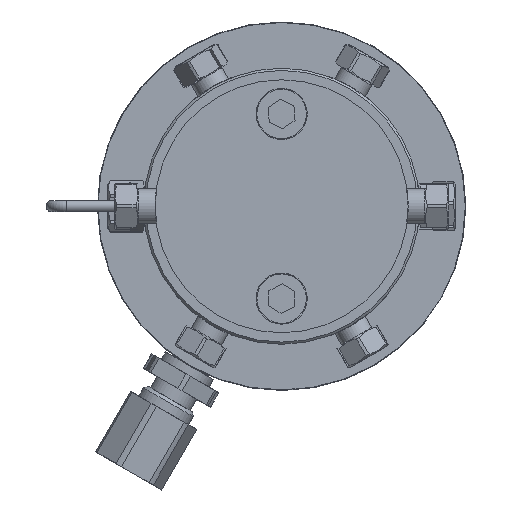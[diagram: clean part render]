
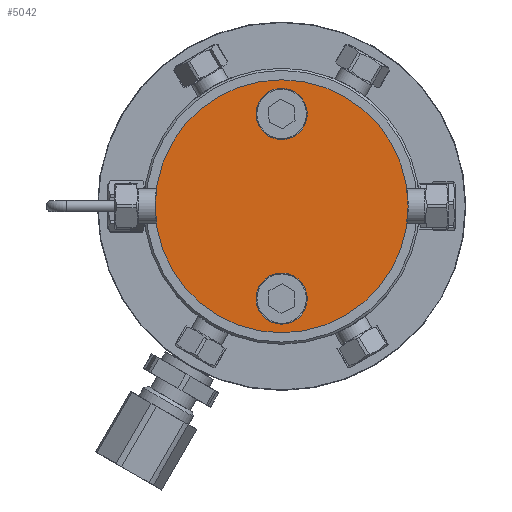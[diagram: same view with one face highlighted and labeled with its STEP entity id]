
A CAD part, left-side view. The second image highlights one B-rep face of the part: STEP entity #5042.
In plain terms, the highlighted planar face has unit normal (-1, 0, 0).
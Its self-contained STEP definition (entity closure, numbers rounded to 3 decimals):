
#5004=CARTESIAN_POINT('',(-33.325,0.,0.));
#5005=DIRECTION('',(-1.0,0.0,0.0));
#5006=DIRECTION('',(0.0,-1.0,0.0));
#5007=AXIS2_PLACEMENT_3D('',#5004,#5005,#5006);
#5008=PLANE('',#5007);
#5009=CARTESIAN_POINT('',(-33.325,17.399,0.));
#5010=VERTEX_POINT('',#5009);
#5011=CARTESIAN_POINT('',(-33.325,0.,0.));
#5012=DIRECTION('',(-1.0,0.0,0.0));
#5013=DIRECTION('',(0.0,-1.0,0.0));
#5014=AXIS2_PLACEMENT_3D('',#5011,#5012,#5013);
#5015=CIRCLE('',#5014,17.399);
#5016=EDGE_CURVE('',#5010,#5010,#5015,.T.);
#5017=ORIENTED_EDGE('',*,*,#5016,.T.);
#5018=EDGE_LOOP('',(#5017));
#5019=FACE_OUTER_BOUND('',#5018,.T.);
#5020=CARTESIAN_POINT('',(-33.325,-3.52,-12.7));
#5021=VERTEX_POINT('',#5020);
#5022=CARTESIAN_POINT('',(-33.325,0.,-12.7));
#5023=DIRECTION('',(1.0,0.0,0.0));
#5024=DIRECTION('',(0.0,-1.0,0.0));
#5025=AXIS2_PLACEMENT_3D('',#5022,#5023,#5024);
#5026=CIRCLE('',#5025,3.52);
#5027=EDGE_CURVE('',#5021,#5021,#5026,.T.);
#5028=ORIENTED_EDGE('',*,*,#5027,.T.);
#5029=EDGE_LOOP('',(#5028));
#5030=FACE_BOUND('',#5029,.T.);
#5031=CARTESIAN_POINT('',(-33.325,-3.52,12.7));
#5032=VERTEX_POINT('',#5031);
#5033=CARTESIAN_POINT('',(-33.325,0.,12.7));
#5034=DIRECTION('',(1.0,0.0,0.0));
#5035=DIRECTION('',(0.0,-1.0,0.0));
#5036=AXIS2_PLACEMENT_3D('',#5033,#5034,#5035);
#5037=CIRCLE('',#5036,3.52);
#5038=EDGE_CURVE('',#5032,#5032,#5037,.T.);
#5039=ORIENTED_EDGE('',*,*,#5038,.T.);
#5040=EDGE_LOOP('',(#5039));
#5041=FACE_BOUND('',#5040,.T.);
#5042=ADVANCED_FACE('',(#5019,#5030,#5041),#5008,.T.);
